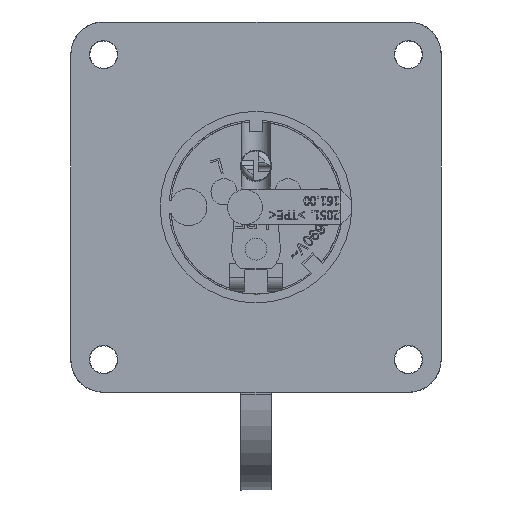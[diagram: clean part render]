
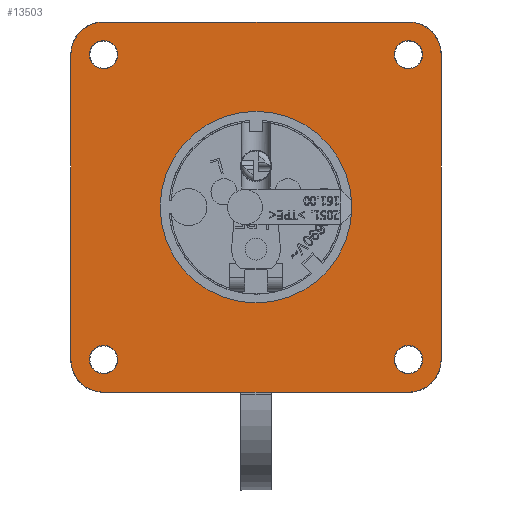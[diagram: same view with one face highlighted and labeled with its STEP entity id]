
A CAD part, front view. The second image highlights one B-rep face of the part: STEP entity #13503.
In plain terms, the highlighted planar face has unit normal (0, -1, 0).
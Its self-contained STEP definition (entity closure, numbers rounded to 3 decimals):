
#331=FACE_BOUND('',#3860,.T.);
#332=FACE_BOUND('',#3861,.T.);
#333=FACE_BOUND('',#3862,.T.);
#334=FACE_BOUND('',#3863,.T.);
#335=FACE_BOUND('',#3864,.T.);
#1142=LINE('',#22454,#2117);
#1146=LINE('',#22463,#2121);
#1149=LINE('',#22471,#2124);
#1152=LINE('',#22479,#2127);
#2117=VECTOR('',#16392,10.);
#2121=VECTOR('',#16402,10.);
#2124=VECTOR('',#16411,10.);
#2127=VECTOR('',#16420,10.);
#2563=PLANE('',#14262);
#3079=FACE_OUTER_BOUND('',#3859,.T.);
#3859=EDGE_LOOP('',(#10784,#10785,#10786,#10787,#10788,#10789,#10790,#10791));
#3860=EDGE_LOOP('',(#10792,#10793));
#3861=EDGE_LOOP('',(#10794,#10795));
#3862=EDGE_LOOP('',(#10796,#10797));
#3863=EDGE_LOOP('',(#10798,#10799));
#3864=EDGE_LOOP('',(#10800,#10801));
#4289=CIRCLE('',#14231,22.);
#4290=CIRCLE('',#14232,22.);
#4291=CIRCLE('',#14239,3.25);
#4292=CIRCLE('',#14240,3.25);
#4293=CIRCLE('',#14242,3.25);
#4294=CIRCLE('',#14243,3.25);
#4295=CIRCLE('',#14245,3.25);
#4296=CIRCLE('',#14246,3.25);
#4297=CIRCLE('',#14248,3.25);
#4298=CIRCLE('',#14249,3.25);
#4299=CIRCLE('',#14252,7.5);
#4300=CIRCLE('',#14255,7.5);
#4301=CIRCLE('',#14258,7.5);
#4302=CIRCLE('',#14261,7.5);
#5946=VERTEX_POINT('',#22417);
#5947=VERTEX_POINT('',#22419);
#5948=VERTEX_POINT('',#22428);
#5949=VERTEX_POINT('',#22430);
#5950=VERTEX_POINT('',#22434);
#5951=VERTEX_POINT('',#22436);
#5952=VERTEX_POINT('',#22440);
#5953=VERTEX_POINT('',#22442);
#5954=VERTEX_POINT('',#22446);
#5955=VERTEX_POINT('',#22448);
#5956=VERTEX_POINT('',#22452);
#5957=VERTEX_POINT('',#22453);
#5958=VERTEX_POINT('',#22458);
#5959=VERTEX_POINT('',#22462);
#5960=VERTEX_POINT('',#22466);
#5961=VERTEX_POINT('',#22470);
#5962=VERTEX_POINT('',#22474);
#5963=VERTEX_POINT('',#22478);
#7617=EDGE_CURVE('',#5947,#5946,#4289,.T.);
#7618=EDGE_CURVE('',#5946,#5947,#4290,.T.);
#7621=EDGE_CURVE('',#5949,#5948,#4291,.T.);
#7622=EDGE_CURVE('',#5948,#5949,#4292,.T.);
#7624=EDGE_CURVE('',#5951,#5950,#4293,.T.);
#7625=EDGE_CURVE('',#5950,#5951,#4294,.T.);
#7627=EDGE_CURVE('',#5953,#5952,#4295,.T.);
#7628=EDGE_CURVE('',#5952,#5953,#4296,.T.);
#7630=EDGE_CURVE('',#5955,#5954,#4297,.T.);
#7631=EDGE_CURVE('',#5954,#5955,#4298,.T.);
#7632=EDGE_CURVE('',#5956,#5957,#1142,.T.);
#7635=EDGE_CURVE('',#5957,#5958,#4299,.T.);
#7637=EDGE_CURVE('',#5958,#5959,#1146,.T.);
#7639=EDGE_CURVE('',#5959,#5960,#4300,.T.);
#7641=EDGE_CURVE('',#5960,#5961,#1149,.T.);
#7643=EDGE_CURVE('',#5961,#5962,#4301,.T.);
#7645=EDGE_CURVE('',#5962,#5963,#1152,.T.);
#7647=EDGE_CURVE('',#5963,#5956,#4302,.T.);
#10784=ORIENTED_EDGE('',*,*,#7632,.F.);
#10785=ORIENTED_EDGE('',*,*,#7647,.F.);
#10786=ORIENTED_EDGE('',*,*,#7645,.F.);
#10787=ORIENTED_EDGE('',*,*,#7643,.F.);
#10788=ORIENTED_EDGE('',*,*,#7641,.F.);
#10789=ORIENTED_EDGE('',*,*,#7639,.F.);
#10790=ORIENTED_EDGE('',*,*,#7637,.F.);
#10791=ORIENTED_EDGE('',*,*,#7635,.F.);
#10792=ORIENTED_EDGE('',*,*,#7617,.T.);
#10793=ORIENTED_EDGE('',*,*,#7618,.T.);
#10794=ORIENTED_EDGE('',*,*,#7621,.T.);
#10795=ORIENTED_EDGE('',*,*,#7622,.T.);
#10796=ORIENTED_EDGE('',*,*,#7624,.T.);
#10797=ORIENTED_EDGE('',*,*,#7625,.T.);
#10798=ORIENTED_EDGE('',*,*,#7627,.T.);
#10799=ORIENTED_EDGE('',*,*,#7628,.T.);
#10800=ORIENTED_EDGE('',*,*,#7630,.T.);
#10801=ORIENTED_EDGE('',*,*,#7631,.T.);
#13503=ADVANCED_FACE('',(#3079,#331,#332,#333,#334,#335),#2563,.T.);
#14231=AXIS2_PLACEMENT_3D('',#22420,#16348,#16349);
#14232=AXIS2_PLACEMENT_3D('',#22421,#16350,#16351);
#14239=AXIS2_PLACEMENT_3D('',#22431,#16365,#16366);
#14240=AXIS2_PLACEMENT_3D('',#22432,#16367,#16368);
#14242=AXIS2_PLACEMENT_3D('',#22437,#16372,#16373);
#14243=AXIS2_PLACEMENT_3D('',#22438,#16374,#16375);
#14245=AXIS2_PLACEMENT_3D('',#22443,#16379,#16380);
#14246=AXIS2_PLACEMENT_3D('',#22444,#16381,#16382);
#14248=AXIS2_PLACEMENT_3D('',#22449,#16386,#16387);
#14249=AXIS2_PLACEMENT_3D('',#22450,#16388,#16389);
#14252=AXIS2_PLACEMENT_3D('',#22459,#16397,#16398);
#14255=AXIS2_PLACEMENT_3D('',#22467,#16406,#16407);
#14258=AXIS2_PLACEMENT_3D('',#22475,#16415,#16416);
#14261=AXIS2_PLACEMENT_3D('',#22482,#16424,#16425);
#14262=AXIS2_PLACEMENT_3D('',#22483,#16426,#16427);
#16348=DIRECTION('center_axis',(0.,1.,0.));
#16349=DIRECTION('ref_axis',(1.,0.,0.));
#16350=DIRECTION('center_axis',(0.,1.,0.));
#16351=DIRECTION('ref_axis',(1.,0.,0.));
#16365=DIRECTION('center_axis',(0.,1.,0.));
#16366=DIRECTION('ref_axis',(1.,0.,0.));
#16367=DIRECTION('center_axis',(0.,1.,0.));
#16368=DIRECTION('ref_axis',(1.,0.,0.));
#16372=DIRECTION('center_axis',(0.,1.,0.));
#16373=DIRECTION('ref_axis',(1.,0.,0.));
#16374=DIRECTION('center_axis',(0.,1.,0.));
#16375=DIRECTION('ref_axis',(1.,0.,0.));
#16379=DIRECTION('center_axis',(0.,1.,0.));
#16380=DIRECTION('ref_axis',(1.,0.,0.));
#16381=DIRECTION('center_axis',(0.,1.,0.));
#16382=DIRECTION('ref_axis',(1.,0.,0.));
#16386=DIRECTION('center_axis',(0.,1.,0.));
#16387=DIRECTION('ref_axis',(1.,0.,0.));
#16388=DIRECTION('center_axis',(0.,1.,0.));
#16389=DIRECTION('ref_axis',(1.,0.,0.));
#16392=DIRECTION('',(-1.,0.,0.));
#16397=DIRECTION('center_axis',(0.,1.,0.));
#16398=DIRECTION('ref_axis',(-1.,0.,0.));
#16402=DIRECTION('',(0.,0.,1.));
#16406=DIRECTION('center_axis',(0.,1.,0.));
#16407=DIRECTION('ref_axis',(0.,0.,
1.));
#16411=DIRECTION('',(1.,0.,0.));
#16415=DIRECTION('center_axis',(0.,1.,0.));
#16416=DIRECTION('ref_axis',(1.,0.,0.));
#16420=DIRECTION('',(0.,0.,-1.));
#16424=DIRECTION('center_axis',(0.,1.,0.));
#16425=DIRECTION('ref_axis',(0.,0.,
-1.));
#16426=DIRECTION('center_axis',(0.,-1.,0.));
#16427=DIRECTION('ref_axis',(-1.,0.,0.));
#22417=CARTESIAN_POINT('',(-22.,-7.5,0.));
#22419=CARTESIAN_POINT('',(22.,-7.5,0.));
#22420=CARTESIAN_POINT('Origin',(0.,-7.5,
0.));
#22421=CARTESIAN_POINT('Origin',(0.,-7.5,
0.));
#22428=CARTESIAN_POINT('',(31.75,-7.5,35.));
#22430=CARTESIAN_POINT('',(38.25,-7.5,35.));
#22431=CARTESIAN_POINT('Origin',(35.,-7.5,35.));
#22432=CARTESIAN_POINT('Origin',(35.,-7.5,35.));
#22434=CARTESIAN_POINT('',(-38.25,-7.5,35.));
#22436=CARTESIAN_POINT('',(-31.75,-7.5,35.));
#22437=CARTESIAN_POINT('Origin',(-35.,-7.5,35.));
#22438=CARTESIAN_POINT('Origin',(-35.,-7.5,35.));
#22440=CARTESIAN_POINT('',(-38.25,-7.5,-35.));
#22442=CARTESIAN_POINT('',(-31.75,-7.5,-35.));
#22443=CARTESIAN_POINT('Origin',(-35.,-7.5,-35.));
#22444=CARTESIAN_POINT('Origin',(-35.,-7.5,-35.));
#22446=CARTESIAN_POINT('',(31.75,-7.5,-35.));
#22448=CARTESIAN_POINT('',(38.25,-7.5,-35.));
#22449=CARTESIAN_POINT('Origin',(35.,-7.5,-35.));
#22450=CARTESIAN_POINT('Origin',(35.,-7.5,-35.));
#22452=CARTESIAN_POINT('',(35.,-7.5,-42.5));
#22453=CARTESIAN_POINT('',(-35.,-7.5,-42.5));
#22454=CARTESIAN_POINT('',(-35.,-7.5,-42.5));
#22458=CARTESIAN_POINT('',(-42.5,-7.5,-35.));
#22459=CARTESIAN_POINT('Origin',(-35.,-7.5,-35.));
#22462=CARTESIAN_POINT('',(-42.5,-7.5,35.));
#22463=CARTESIAN_POINT('',(-42.5,-7.5,35.));
#22466=CARTESIAN_POINT('',(-35.,-7.5,42.5));
#22467=CARTESIAN_POINT('Origin',(-35.,-7.5,35.));
#22470=CARTESIAN_POINT('',(35.,-7.5,42.5));
#22471=CARTESIAN_POINT('',(35.,-7.5,42.5));
#22474=CARTESIAN_POINT('',(42.5,-7.5,35.));
#22475=CARTESIAN_POINT('Origin',(35.,-7.5,35.));
#22478=CARTESIAN_POINT('',(42.5,-7.5,-35.));
#22479=CARTESIAN_POINT('',(42.5,-7.5,-35.));
#22482=CARTESIAN_POINT('Origin',(35.,-7.5,-35.));
#22483=CARTESIAN_POINT('Origin',(0.,-7.5,
0.));
